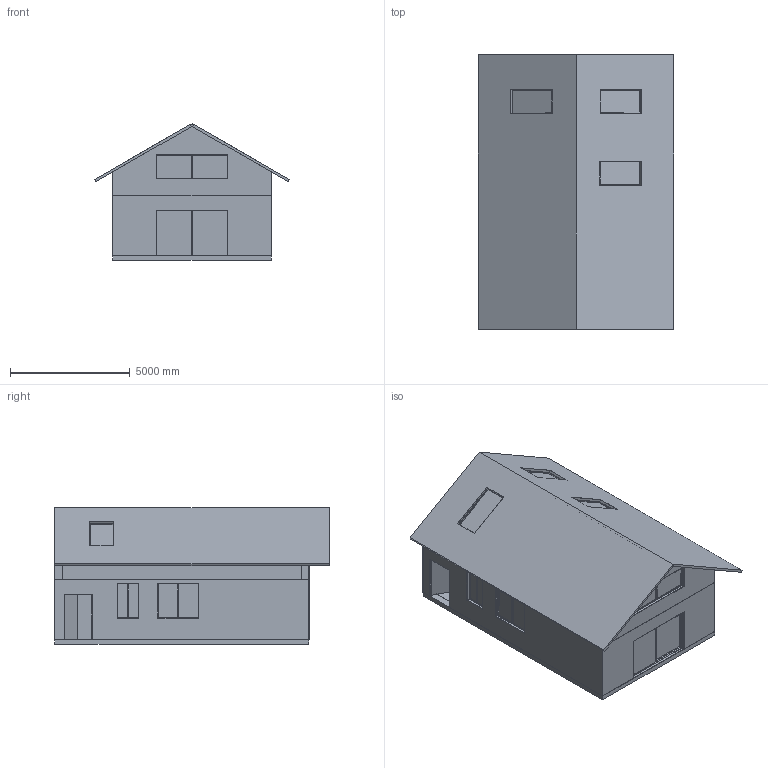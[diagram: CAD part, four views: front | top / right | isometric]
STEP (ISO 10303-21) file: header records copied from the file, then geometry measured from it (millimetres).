
FILE_DESCRIPTION(('FreeCAD Model'),'2;1');
FILE_NAME('Open CASCADE Shape Model','2025-01-26T16:20:25',(''),(''), 'Open CASCADE STEP processor 7.6','FreeCAD','Unknown');
FILE_SCHEMA(('AUTOMOTIVE_DESIGN { 1 0 10303 214 1 1 1 1 }'));
Length unit declared in the file: millimetre
Products named in the file (51): Pichl_v2_3d; Dach; Solid021; Solid023; Solid035; Cut017; Cut024; Cut025; Bodenplatte; Treppe; Zwischengeschoss; Wand; Oben; Gelaender; Extrude049; Extrude048; Extrude058; Extrude057; Innenwände; Cut012; Cut011; Innenwaende_unten; Wand001; Wand002; FensterTüren; Tür; Fenster; Fenster001; Fenster004; Fenster005; Tür001; Tür003; Tür002; Fenster006; Fenster007; Fenster008; Fenster009; Fenster010; Böden; Extrude050 ...
Assembly tree (50 placements, depth 4):
  Pichl_v2_3d
    Dach
      Solid021
      Solid023
      Solid035
      Cut017
      Cut024
      Cut025
    Bodenplatte
    Treppe
    Zwischengeschoss
    Wand
    Oben
      Gelaender
        Extrude049
        Extrude048
        Extrude058
        Extrude057
      Innenwände
        Cut012
        Cut011
    Innenwaende_unten
      Wand001
      Wand002
    FensterTüren
      Tür
      Fenster
      Fenster001
      Fenster004
      Fenster005
      Tür001
      Tür003
      Tür002
      Fenster006
      Fenster007
      Fenster008
      Fenster009
      Fenster010
    Böden
      Extrude050
      Extrude051
      Extrude052
      Extrude053
      Extrude055
      Extrude056
      Extrude059
    Fassade
      Extrude064
      Extrude067
      Extrude069
      Extrude068
Bounding box: 8146.25 x 11450 x 5715.39 mm (x, y, z)
Volume: 74891832359 mm3; surface area: 1333302118.8 mm2
Topology: 116 solids, 116 shells, 876 faces, 1943 edges, 1297 vertices
Faces by surface type: plane 830, cylinder 46
Full cylindrical faces by diameter (mm): 60 x30
Entity records: 51708 total; most frequent: CARTESIAN_POINT 8157, DIRECTION 7671, LINE 5541, VECTOR 5541, ORIENTED_EDGE 3886, PCURVE 3886, DEFINITIONAL_REPRESENTATION 3886, EDGE_CURVE 1943
